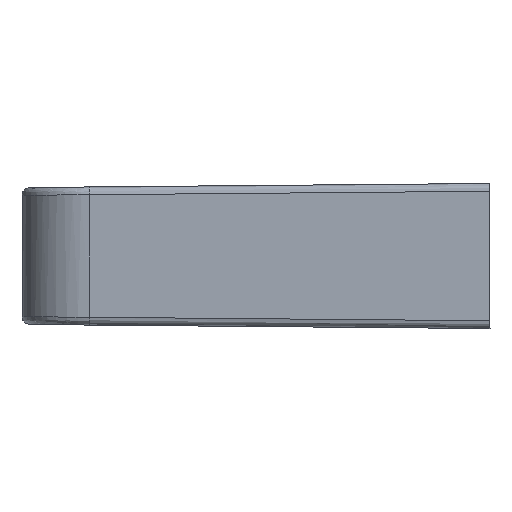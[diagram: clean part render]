
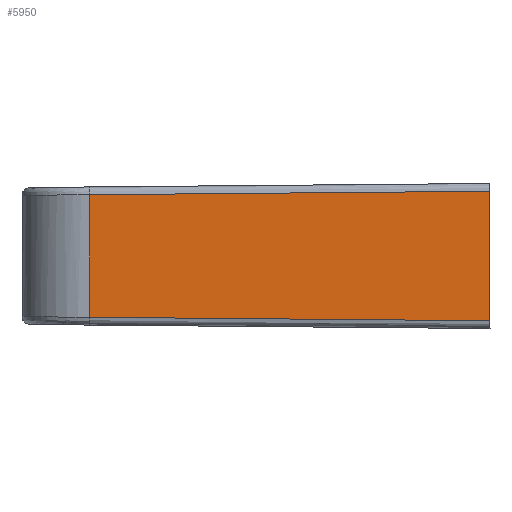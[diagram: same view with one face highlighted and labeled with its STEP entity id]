
A CAD part, left-side view. The second image highlights one B-rep face of the part: STEP entity #5950.
In plain terms, the highlighted planar face has unit normal (-0.999, 0.035, 0).
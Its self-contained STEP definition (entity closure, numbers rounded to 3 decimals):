
#5460=CARTESIAN_POINT('',(-166.,0.,0.
));
#5470=DIRECTION('',(-0.999,0.035,0.));
#5480=DIRECTION('',(0.035,0.999,0.));
#5490=AXIS2_PLACEMENT_3D('',#5460,#5470,#5480);
#5500=PLANE('',#5490);
#5510=CARTESIAN_POINT('',(-166.,0.,0.
));
#5520=DIRECTION('',(0.,0.,1.));
#5530=VECTOR('',#5520,1.);
#5540=LINE('',#5510,#5530);
#5550=CARTESIAN_POINT('',(-166.,0.,-4.15))
;
#5560=VERTEX_POINT('',#5550);
#5570=CARTESIAN_POINT('',(-166.,0.,4.15))
;
#5580=VERTEX_POINT('',#5570);
#5590=EDGE_CURVE('',#5560,#5580,#5540,.T.);
#5600=ORIENTED_EDGE('',*,*,#5590,.T.);
#5610=CARTESIAN_POINT('',(-165.104,25.657,
-3.926));
#5620=CARTESIAN_POINT('',(-165.105,25.633,
-3.926));
#5630=CARTESIAN_POINT('',(-165.106,25.61,
-3.927));
#5640=CARTESIAN_POINT('',(-165.255,21.332,
-3.964));
#5650=CARTESIAN_POINT('',(-165.404,17.078,
-4.001));
#5660=CARTESIAN_POINT('',(-165.707,8.383,
-4.077));
#5670=CARTESIAN_POINT('',(-165.862,3.942,
-4.116));
#5680=CARTESIAN_POINT('',(-166.017,-0.5,
-4.154));
#5690=B_SPLINE_CURVE_WITH_KNOTS('',3,(#5610,#5620,#5630,#5640,#5650,
#5660,#5670,#5680),.UNSPECIFIED.,.F.,.F.,(4,2,2,4),(0.,
0.071,12.841,26.174),.UNSPECIFIED.);
#5700=CARTESIAN_POINT('',(-165.104,25.657,
-3.926));
#5710=VERTEX_POINT('',#5700);
#5720=EDGE_CURVE('',#5710,#5560,#5690,.T.);
#5730=ORIENTED_EDGE('',*,*,#5720,.T.);
#5740=CARTESIAN_POINT('',(-165.104,25.657,0.));
#5750=DIRECTION('',(0.,0.,-1.));
#5760=VECTOR('',#5750,1.);
#5770=LINE('',#5740,#5760);
#5780=CARTESIAN_POINT('',(-165.104,25.657,
3.926));
#5790=VERTEX_POINT('',#5780);
#5800=EDGE_CURVE('',#5790,#5710,#5770,.T.);
#5810=ORIENTED_EDGE('',*,*,#5800,.T.);
#5820=CARTESIAN_POINT('',(-166.017,-0.5,
4.154));
#5830=CARTESIAN_POINT('',(-165.862,3.942,
4.116));
#5840=CARTESIAN_POINT('',(-165.707,8.383,
4.077));
#5850=CARTESIAN_POINT('',(-165.404,17.078,
4.001));
#5860=CARTESIAN_POINT('',(-165.255,21.332,
3.964));
#5870=CARTESIAN_POINT('',(-165.106,25.61,
3.927));
#5880=CARTESIAN_POINT('',(-165.105,25.633,
3.926));
#5890=CARTESIAN_POINT('',(-165.104,25.657,
3.926));
#5900=B_SPLINE_CURVE_WITH_KNOTS('',3,(#5820,#5830,#5840,#5850,#5860,
#5870,#5880,#5890),.UNSPECIFIED.,.F.,.F.,(4,2,2,4),(321.89,
335.222,347.993,348.063),.UNSPECIFIED.);
#5910=EDGE_CURVE('',#5580,#5790,#5900,.T.);
#5920=ORIENTED_EDGE('',*,*,#5910,.T.);
#5930=EDGE_LOOP('',(#5920,#5810,#5730,#5600));
#5940=FACE_OUTER_BOUND('',#5930,.T.);
#5950=ADVANCED_FACE('',(#5940),#5500,.T.);
